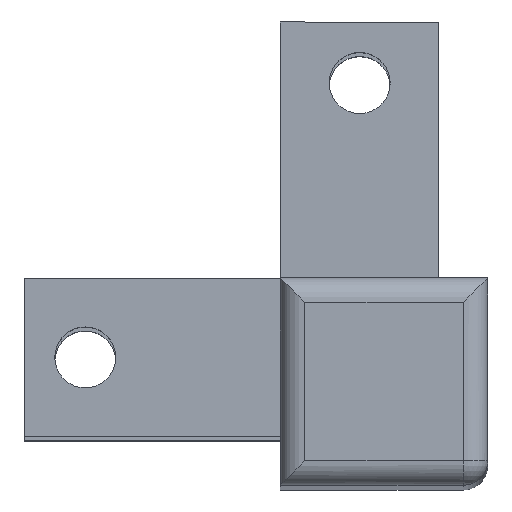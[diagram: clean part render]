
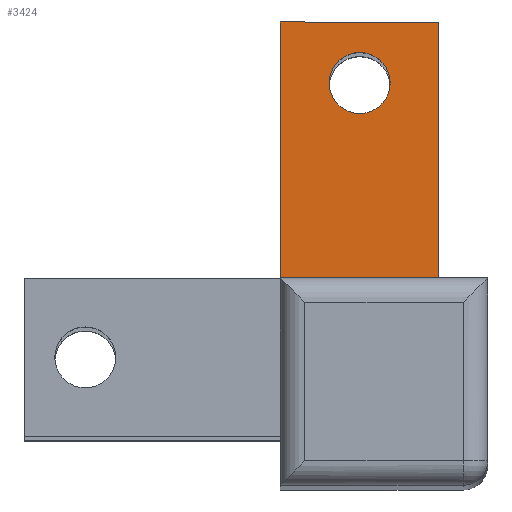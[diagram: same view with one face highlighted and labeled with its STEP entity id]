
A CAD part, top view. The second image highlights one B-rep face of the part: STEP entity #3424.
In plain terms, the highlighted face is planar.
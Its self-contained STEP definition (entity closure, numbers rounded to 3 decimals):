
#175 = AXIS2_PLACEMENT_3D ( 'NONE', #2692, #2689, #2688 ) ;
#177 = CIRCLE ( 'NONE', #175, 1.25 ) ;
#187 = VECTOR ( 'NONE', #2694, 1000. ) ;
#224 = CIRCLE ( 'NONE', #225, 1.25 ) ;
#225 = AXIS2_PLACEMENT_3D ( 'NONE', #2929, #2986, #2932 ) ;
#301 = AXIS2_PLACEMENT_3D ( 'NONE', #2982, #2988, #2990 ) ;
#404 = VECTOR ( 'NONE', #2546, 1000. ) ;
#568 = VECTOR ( 'NONE', #2902, 1000. ) ;
#576 = VECTOR ( 'NONE', #2774, 1000. ) ;
#809 = ORIENTED_EDGE ( 'NONE', *, *, #3311, .T. ) ;
#810 = ORIENTED_EDGE ( 'NONE', *, *, #3346, .T. ) ;
#814 = ORIENTED_EDGE ( 'NONE', *, *, #3310, .T. ) ;
#816 = ORIENTED_EDGE ( 'NONE', *, *, #3323, .F. ) ;
#842 = VERTEX_POINT ( 'NONE', #1488 ) ;
#952 = VERTEX_POINT ( 'NONE', #2057 ) ;
#1056 = VERTEX_POINT ( 'NONE', #2055 ) ;
#1072 = VERTEX_POINT ( 'NONE', #2216 ) ;
#1195 = VERTEX_POINT ( 'NONE', #2072 ) ;
#1222 = ORIENTED_EDGE ( 'NONE', *, *, #3347, .F. ) ;
#1244 = ORIENTED_EDGE ( 'NONE', *, *, #3404, .F. ) ;
#1350 = VERTEX_POINT ( 'NONE', #2106 ) ;
#1488 = CARTESIAN_POINT ( 'NONE',  ( -50.75, 4.25, 0. ) ) ;
#1733 = EDGE_LOOP ( 'NONE', ( #816, #814, #809, #810 ) ) ;
#1763 = EDGE_LOOP ( 'NONE', ( #1222, #1244 ) ) ;
#2055 = CARTESIAN_POINT ( 'NONE',  ( -50.75, 12.25, 2. ) ) ;
#2057 = CARTESIAN_POINT ( 'NONE',  ( -50.75, 12.25, 4.5 ) ) ;
#2072 = CARTESIAN_POINT ( 'NONE',  ( -50.75, 14.75, 6.5 ) ) ;
#2106 = CARTESIAN_POINT ( 'NONE',  ( -50.75, 4.25, 6.5 ) ) ;
#2216 = CARTESIAN_POINT ( 'NONE',  ( -50.75, 14.75, 0. ) ) ;
#2546 = DIRECTION ( 'NONE',  ( 0., 1., 0. ) ) ;
#2674 = LINE ( 'NONE', #2695, #187 ) ;
#2688 = DIRECTION ( 'NONE',  ( 0., 0., 1. ) ) ;
#2689 = DIRECTION ( 'NONE',  ( -1., 0., 0. ) ) ;
#2692 = CARTESIAN_POINT ( 'NONE',  ( -50.75, 12.25, 3.25 ) ) ;
#2694 = DIRECTION ( 'NONE',  ( 0., 0., -1. ) ) ;
#2695 = CARTESIAN_POINT ( 'NONE',  ( -50.75, 14.75, 6.5 ) ) ;
#2728 = CARTESIAN_POINT ( 'NONE',  ( -50.75, 4.25, 6.5 ) ) ;
#2730 = CARTESIAN_POINT ( 'NONE',  ( -50.75, 4.25, 0. ) ) ;
#2745 = LINE ( 'NONE', #2730, #568 ) ;
#2765 = LINE ( 'NONE', #2812, #404 ) ;
#2774 = DIRECTION ( 'NONE',  ( 0., 1., 0. ) ) ;
#2812 = CARTESIAN_POINT ( 'NONE',  ( -50.75, 4.25, 0. ) ) ;
#2878 = LINE ( 'NONE', #2728, #576 ) ;
#2902 = DIRECTION ( 'NONE',  ( 0., 0., 1. ) ) ;
#2923 = FACE_OUTER_BOUND ( 'NONE', #1733, .T. ) ;
#2929 = CARTESIAN_POINT ( 'NONE',  ( -50.75, 12.25, 3.25 ) ) ;
#2932 = DIRECTION ( 'NONE',  ( 0., 0., 1. ) ) ;
#2982 = CARTESIAN_POINT ( 'NONE',  ( -50.75, 4.25, 6.5 ) ) ;
#2984 = FACE_BOUND ( 'NONE', #1763, .T. ) ;
#2986 = DIRECTION ( 'NONE',  ( -1., 0., 0. ) ) ;
#2988 = DIRECTION ( 'NONE',  ( -1., 0., 0. ) ) ;
#2990 = DIRECTION ( 'NONE',  ( 0., 0., 1. ) ) ;
#2997 = PLANE ( 'NONE',  #301 ) ;
#3310 = EDGE_CURVE ( 'NONE', #842, #1350, #2745, .T. ) ;
#3311 = EDGE_CURVE ( 'NONE', #1350, #1195, #2878, .T. ) ;
#3323 = EDGE_CURVE ( 'NONE', #842, #1072, #2765, .T. ) ;
#3346 = EDGE_CURVE ( 'NONE', #1195, #1072, #2674, .T. ) ;
#3347 = EDGE_CURVE ( 'NONE', #952, #1056, #177, .T. ) ;
#3404 = EDGE_CURVE ( 'NONE', #1056, #952, #224, .T. ) ;
#3424 = ADVANCED_FACE ( 'NONE', ( #2923, #2984 ), #2997, .T. ) ;
